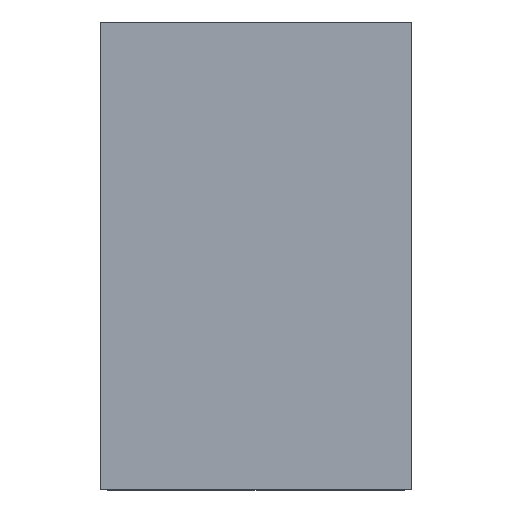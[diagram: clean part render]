
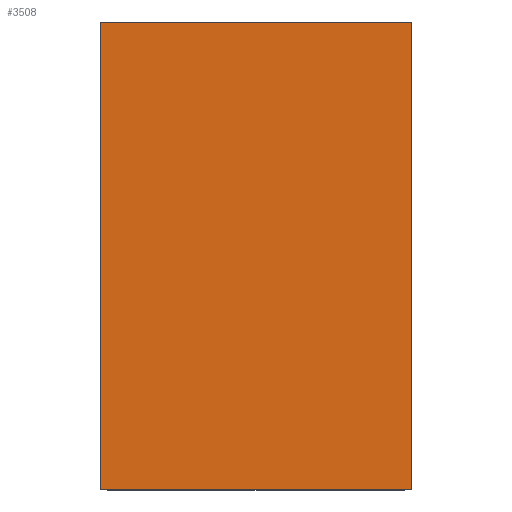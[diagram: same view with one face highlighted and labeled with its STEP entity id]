
A CAD part, top view. The second image highlights one B-rep face of the part: STEP entity #3508.
In plain terms, the highlighted face is planar.
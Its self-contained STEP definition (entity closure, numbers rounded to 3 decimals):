
#1273=DIRECTION('',(0.,0.,1.));
#1274=VECTOR('',#1273,3.);
#1275=CARTESIAN_POINT('',(-1.,0.775,-1.5));
#1276=LINE('',#1275,#1274);
#1280=DIRECTION('',(-1.,0.,0.));
#1281=VECTOR('',#1280,2.);
#1282=CARTESIAN_POINT('',(1.,0.775,-1.5));
#1283=LINE('',#1282,#1281);
#1287=DIRECTION('',(0.,0.,-1.));
#1288=VECTOR('',#1287,3.);
#1289=CARTESIAN_POINT('',(1.,0.775,1.5));
#1290=LINE('',#1289,#1288);
#1294=DIRECTION('',(1.,0.,0.));
#1295=VECTOR('',#1294,2.);
#1296=CARTESIAN_POINT('',(-1.,0.775,1.5));
#1297=LINE('',#1296,#1295);
#2258=CARTESIAN_POINT('',(-1.,0.775,-1.5));
#2259=CARTESIAN_POINT('',(-1.,0.775,1.5));
#2260=VERTEX_POINT('',#2258);
#2261=VERTEX_POINT('',#2259);
#2262=CARTESIAN_POINT('',(1.,0.775,1.5));
#2263=VERTEX_POINT('',#2262);
#2264=CARTESIAN_POINT('',(1.,0.775,-1.5));
#2265=VERTEX_POINT('',#2264);
#3496=CARTESIAN_POINT('',(0.,0.775,0.));
#3497=DIRECTION('',(0.,1.,0.));
#3498=DIRECTION('',(1.,0.,0.));
#3499=AXIS2_PLACEMENT_3D('',#3496,#3497,#3498);
#3500=PLANE('',#3499);
#3501=ORIENTED_EDGE('',*,*,#3448,.F.);
#3502=ORIENTED_EDGE('',*,*,#3156,.F.);
#3504=ORIENTED_EDGE('',*,*,#3503,.F.);
#3505=ORIENTED_EDGE('',*,*,#2951,.F.);
#3506=EDGE_LOOP('',(#3501,#3502,#3504,#3505));
#3507=FACE_OUTER_BOUND('',#3506,.F.);
#2951=EDGE_CURVE('',#2261,#2263,#1297,.T.);
#3156=EDGE_CURVE('',#2265,#2260,#1283,.T.);
#3448=EDGE_CURVE('',#2260,#2261,#1276,.T.);
#3503=EDGE_CURVE('',#2263,#2265,#1290,.T.);
#3508=ADVANCED_FACE('',(#3507),#3500,.T.);
